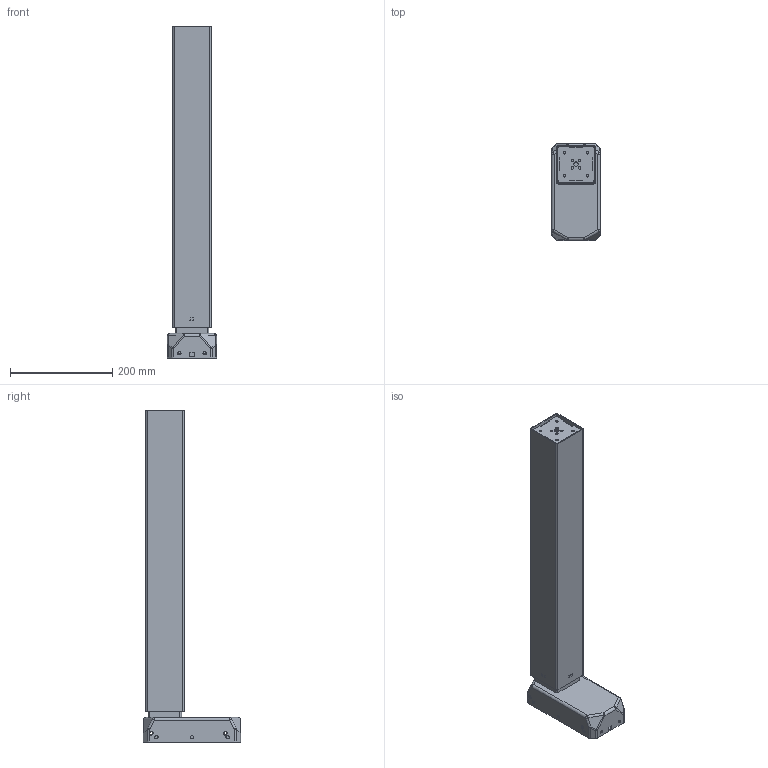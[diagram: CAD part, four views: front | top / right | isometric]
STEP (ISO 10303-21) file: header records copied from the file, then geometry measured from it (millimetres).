
FILE_DESCRIPTION((''),'2;1');
FILE_NAME('JS36DS5-2-S_ASM','2020-01-09T09:04:58',('Administrator'),('捷昌驱动'),'CREO PARAMETRIC BY PTC INC, 2018500','CREO PARAMETRIC BY PTC INC, 2018500','');
FILE_SCHEMA(('CONFIG_CONTROL_DESIGN'));
Length unit declared in the file: millimetre
Products named in the file (8): 3MM0001_1_1; 00_1_1; DS5590MM00_1_1; 000_1_1; D9-INNER-SIMULATION_ASM-1_-6094; DS5_2_S_ASM_1_ASM_1_ASM; DS5-2-S_ASM_1_ASM; JS36DS5-2-S_ASM
Assembly tree (7 placements, depth 4):
  JS36DS5-2-S_ASM
    DS5-2-S_ASM_1_ASM
      DS5_2_S_ASM_1_ASM_1_ASM
        3MM0001_1_1
        00_1_1
        DS5590MM00_1_1
        000_1_1
        D9-INNER-SIMULATION_ASM-1_-6094
Bounding box: 96 x 190 x 650 mm (x, y, z)
Volume: 813589.8 mm3; surface area: 767997.5 mm2
Topology: 5 solids, 5 shells, 496 faces, 1412 edges, 912 vertices
Faces by surface type: plane 281, cylinder 161, sphere 32, torus 10, extrusion 8, bspline 4
Entity records: 16714 total; most frequent: CARTESIAN_POINT 3469, ORIENTED_EDGE 2778, DIRECTION 2683, EDGE_CURVE 1389, VECTOR 945, LINE 937, VERTEX_POINT 912, AXIS2_PLACEMENT_3D 869
